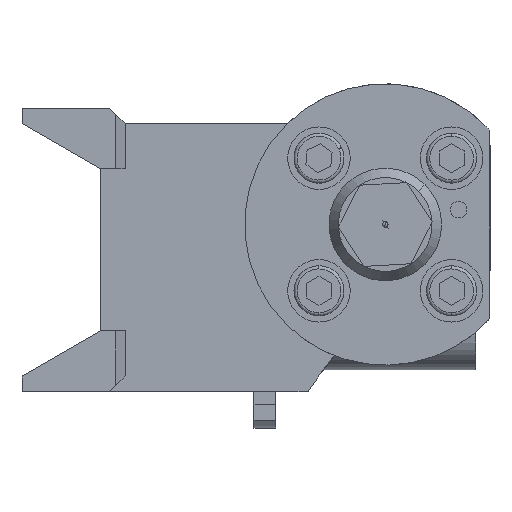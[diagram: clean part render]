
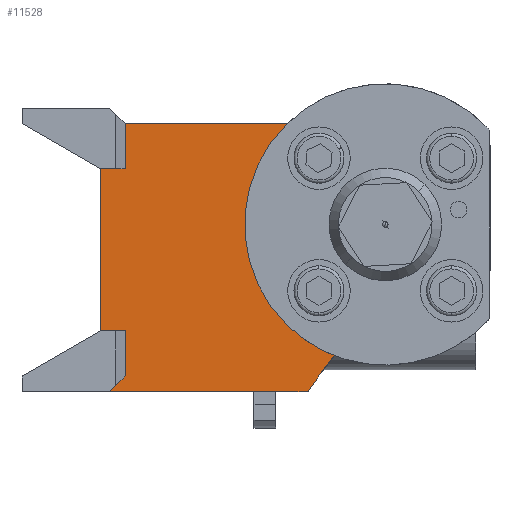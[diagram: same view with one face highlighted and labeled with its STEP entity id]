
A CAD part, left-side view. The second image highlights one B-rep face of the part: STEP entity #11528.
In plain terms, the highlighted face is planar.
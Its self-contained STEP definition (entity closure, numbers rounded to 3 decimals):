
#85 = EDGE_CURVE ( 'NONE', #3656, #3688, #16443, .T. ) ;
#226 = EDGE_CURVE ( 'NONE', #13267, #7541, #9183, .T. ) ;
#428 = DIRECTION ( 'NONE',  ( -1., 0., 0. ) ) ;
#470 = DIRECTION ( 'NONE',  ( 0.802, 0.598, 0. ) ) ;
#702 = VERTEX_POINT ( 'NONE', #4580 ) ;
#737 = DIRECTION ( 'NONE',  ( 0.707, 0.707, 0. ) ) ;
#744 = DIRECTION ( 'NONE',  ( -1., 0., 0. ) ) ;
#786 = DIRECTION ( 'NONE',  ( 1., 0., 0. ) ) ;
#826 = AXIS2_PLACEMENT_3D ( 'NONE', #7985, #13330, #9481 ) ;
#982 = EDGE_CURVE ( 'NONE', #12189, #11828, #8565, .T. ) ;
#994 = LINE ( 'NONE', #1250, #13279 ) ;
#1250 = CARTESIAN_POINT ( 'NONE',  ( 34.019, 103.212, 0. ) ) ;
#1279 = EDGE_LOOP ( 'NONE', ( #3630, #4204 ) ) ;
#1409 = DIRECTION ( 'NONE',  ( 0., 1., 0. ) ) ;
#1562 = PLANE ( 'NONE',  #826 ) ;
#1743 = CARTESIAN_POINT ( 'NONE',  ( 23.35, 20., 0. ) ) ;
#1785 = FACE_OUTER_BOUND ( 'NONE', #15274, .T. ) ;
#1889 = DIRECTION ( 'NONE',  ( -1., 0., 0. ) ) ;
#1937 = CARTESIAN_POINT ( 'NONE',  ( 53.453, 111.212, 0. ) ) ;
#2053 = CARTESIAN_POINT ( 'NONE',  ( 48.453, 103.212, 0. ) ) ;
#2096 = CARTESIAN_POINT ( 'NONE',  ( 0., 20., 0. ) ) ;
#2175 = EDGE_CURVE ( 'NONE', #12650, #2949, #7500, .T. ) ;
#2491 = VERTEX_POINT ( 'NONE', #13773 ) ;
#2554 = EDGE_CURVE ( 'NONE', #12650, #4795, #12958, .T. ) ;
#2696 = ORIENTED_EDGE ( 'NONE', *, *, #12440, .F. ) ;
#2793 = CARTESIAN_POINT ( 'NONE',  ( 53.453, 44.713, 0. ) ) ;
#2805 = CIRCLE ( 'NONE', #7049, 2.65 ) ;
#2840 = CARTESIAN_POINT ( 'NONE',  ( -32.247, 111.212, 0. ) ) ;
#2949 = VERTEX_POINT ( 'NONE', #13360 ) ;
#2957 = ORIENTED_EDGE ( 'NONE', *, *, #15973, .T. ) ;
#2983 = CARTESIAN_POINT ( 'NONE',  ( 53.453, 108.212, 0. ) ) ;
#3224 = CARTESIAN_POINT ( 'NONE',  ( -32.247, 41.212, 0. ) ) ;
#3288 = LINE ( 'NONE', #12030, #7691 ) ;
#3605 = DIRECTION ( 'NONE',  ( 0., 0., 1. ) ) ;
#3630 = ORIENTED_EDGE ( 'NONE', *, *, #7413, .T. ) ;
#3656 = VERTEX_POINT ( 'NONE', #2983 ) ;
#3688 = VERTEX_POINT ( 'NONE', #13739 ) ;
#3748 = LINE ( 'NONE', #2793, #15644 ) ;
#3760 = DIRECTION ( 'NONE',  ( -0.127, 0.992, 0. ) ) ;
#3779 = ORIENTED_EDGE ( 'NONE', *, *, #6942, .F. ) ;
#4204 = ORIENTED_EDGE ( 'NONE', *, *, #5882, .T. ) ;
#4347 = LINE ( 'NONE', #11086, #13252 ) ;
#4395 = CIRCLE ( 'NONE', #11285, 23.35 ) ;
#4510 = ORIENTED_EDGE ( 'NONE', *, *, #2554, .T. ) ;
#4580 = CARTESIAN_POINT ( 'NONE',  ( -17.9, -3.5, 0. ) ) ;
#4588 = FACE_BOUND ( 'NONE', #1279, .T. ) ;
#4595 = EDGE_CURVE ( 'NONE', #10767, #13488, #9510, .T. ) ;
#4795 = VERTEX_POINT ( 'NONE', #5537 ) ;
#5404 = CARTESIAN_POINT ( 'NONE',  ( -17.813, 111.212, 0. ) ) ;
#5482 = ORIENTED_EDGE ( 'NONE', *, *, #85, .T. ) ;
#5537 = CARTESIAN_POINT ( 'NONE',  ( 14.75, -13.5, 0. ) ) ;
#5571 = ORIENTED_EDGE ( 'NONE', *, *, #13568, .T. ) ;
#5629 = CARTESIAN_POINT ( 'NONE',  ( -17.813, 103.212, 0. ) ) ;
#5652 = CARTESIAN_POINT ( 'NONE',  ( -32.247, 103.212, 0. ) ) ;
#5723 = EDGE_CURVE ( 'NONE', #8634, #2491, #9888, .T. ) ;
#5793 = VECTOR ( 'NONE', #7955, 1000. ) ;
#5843 = CARTESIAN_POINT ( 'NONE',  ( -12.6, -3.5, 0. ) ) ;
#5882 = EDGE_CURVE ( 'NONE', #702, #9860, #11294, .T. ) ;
#5888 = LINE ( 'NONE', #16021, #13348 ) ;
#5902 = DIRECTION ( 'NONE',  ( 0., 0., 1. ) ) ;
#5932 = ORIENTED_EDGE ( 'NONE', *, *, #15398, .T. ) ;
#5990 = CARTESIAN_POINT ( 'NONE',  ( 34.226, 30.606, 0. ) ) ;
#6098 = VECTOR ( 'NONE', #7747, 1000. ) ;
#6175 = LINE ( 'NONE', #5404, #5793 ) ;
#6540 = CARTESIAN_POINT ( 'NONE',  ( -17.813, 111.212, 0. ) ) ;
#6641 = ORIENTED_EDGE ( 'NONE', *, *, #11069, .T. ) ;
#6660 = ORIENTED_EDGE ( 'NONE', *, *, #2175, .F. ) ;
#6847 = CARTESIAN_POINT ( 'NONE',  ( -27.38, 27.38, 0. ) ) ;
#6869 = CARTESIAN_POINT ( 'NONE',  ( 48.453, 41.212, 0. ) ) ;
#6942 = EDGE_CURVE ( 'NONE', #2491, #10767, #994, .T. ) ;
#6964 = ORIENTED_EDGE ( 'NONE', *, *, #5723, .F. ) ;
#7049 = AXIS2_PLACEMENT_3D ( 'NONE', #10279, #10118, #12779 ) ;
#7300 = VECTOR ( 'NONE', #470, 1000. ) ;
#7413 = EDGE_CURVE ( 'NONE', #9860, #702, #2805, .T. ) ;
#7500 = LINE ( 'NONE', #6869, #7300 ) ;
#7535 = DIRECTION ( 'NONE',  ( 1., 0., 0. ) ) ;
#7541 = VERTEX_POINT ( 'NONE', #3224 ) ;
#7691 = VECTOR ( 'NONE', #428, 1000. ) ;
#7747 = DIRECTION ( 'NONE',  ( -1., 0., 0. ) ) ;
#7955 = DIRECTION ( 'NONE',  ( 0., -1., 0. ) ) ;
#7985 = CARTESIAN_POINT ( 'NONE',  ( 0., 20., 0. ) ) ;
#8138 = ORIENTED_EDGE ( 'NONE', *, *, #982, .T. ) ;
#8156 = CARTESIAN_POINT ( 'NONE',  ( 48.453, 103.212, 0. ) ) ;
#8565 = CIRCLE ( 'NONE', #10582, 23.35 ) ;
#8634 = VERTEX_POINT ( 'NONE', #8156 ) ;
#8665 = EDGE_CURVE ( 'NONE', #15289, #10040, #5888, .T. ) ;
#8735 = DIRECTION ( 'NONE',  ( -0.404, -0.915, 0. ) ) ;
#8780 = VECTOR ( 'NONE', #16125, 1000. ) ;
#8879 = CARTESIAN_POINT ( 'NONE',  ( -15.25, -3.5, 0. ) ) ;
#9183 = LINE ( 'NONE', #10182, #15238 ) ;
#9481 = DIRECTION ( 'NONE',  ( 1., 0., 0. ) ) ;
#9510 = LINE ( 'NONE', #2840, #6098 ) ;
#9549 = LINE ( 'NONE', #6847, #11362 ) ;
#9831 = EDGE_LOOP ( 'NONE', ( #6641, #8138 ) ) ;
#9860 = VERTEX_POINT ( 'NONE', #5843 ) ;
#9888 = LINE ( 'NONE', #2053, #12107 ) ;
#10040 = VERTEX_POINT ( 'NONE', #5652 ) ;
#10118 = DIRECTION ( 'NONE',  ( 0., 0., 1. ) ) ;
#10182 = CARTESIAN_POINT ( 'NONE',  ( -25.25, -13.5, 0. ) ) ;
#10279 = CARTESIAN_POINT ( 'NONE',  ( -15.25, -3.5, 0. ) ) ;
#10582 = AXIS2_PLACEMENT_3D ( 'NONE', #11383, #11597, #7535 ) ;
#10767 = VERTEX_POINT ( 'NONE', #15430 ) ;
#11069 = EDGE_CURVE ( 'NONE', #11828, #12189, #4395, .T. ) ;
#11086 = CARTESIAN_POINT ( 'NONE',  ( -32.247, 41.212, 0. ) ) ;
#11285 = AXIS2_PLACEMENT_3D ( 'NONE', #2096, #5902, #786 ) ;
#11294 = CIRCLE ( 'NONE', #14488, 2.65 ) ;
#11362 = VECTOR ( 'NONE', #737, 1000. ) ;
#11383 = CARTESIAN_POINT ( 'NONE',  ( 0., 20., 0. ) ) ;
#11528 = ADVANCED_FACE ( 'NONE', ( #11641, #4588, #1785 ), #1562, .F. ) ;
#11555 = VECTOR ( 'NONE', #8735, 1000. ) ;
#11597 = DIRECTION ( 'NONE',  ( 0., 0., 1. ) ) ;
#11641 = FACE_BOUND ( 'NONE', #9831, .T. ) ;
#11828 = VERTEX_POINT ( 'NONE', #16144 ) ;
#12030 = CARTESIAN_POINT ( 'NONE',  ( 14.75, -13.5, 0. ) ) ;
#12107 = VECTOR ( 'NONE', #744, 1000. ) ;
#12189 = VERTEX_POINT ( 'NONE', #1743 ) ;
#12440 = EDGE_CURVE ( 'NONE', #10040, #7541, #4347, .T. ) ;
#12445 = CARTESIAN_POINT ( 'NONE',  ( -25.25, -13.5, 0. ) ) ;
#12650 = VERTEX_POINT ( 'NONE', #14120 ) ;
#12779 = DIRECTION ( 'NONE',  ( 1., 0., 0. ) ) ;
#12958 = LINE ( 'NONE', #5990, #11555 ) ;
#12977 = ORIENTED_EDGE ( 'NONE', *, *, #8665, .F. ) ;
#13252 = VECTOR ( 'NONE', #13696, 1000. ) ;
#13267 = VERTEX_POINT ( 'NONE', #12445 ) ;
#13279 = VECTOR ( 'NONE', #1409, 1000. ) ;
#13330 = DIRECTION ( 'NONE',  ( 0., 0., 1. ) ) ;
#13348 = VECTOR ( 'NONE', #1889, 1000. ) ;
#13360 = CARTESIAN_POINT ( 'NONE',  ( 48.453, 41.212, 0. ) ) ;
#13411 = ORIENTED_EDGE ( 'NONE', *, *, #16651, .F. ) ;
#13488 = VERTEX_POINT ( 'NONE', #6540 ) ;
#13568 = EDGE_CURVE ( 'NONE', #3688, #2949, #3748, .T. ) ;
#13696 = DIRECTION ( 'NONE',  ( 0., -1., 0. ) ) ;
#13739 = CARTESIAN_POINT ( 'NONE',  ( 53.453, 44.713, 0. ) ) ;
#13773 = CARTESIAN_POINT ( 'NONE',  ( 34.019, 103.212, 0. ) ) ;
#14054 = ORIENTED_EDGE ( 'NONE', *, *, #4595, .F. ) ;
#14120 = CARTESIAN_POINT ( 'NONE',  ( 34.226, 30.606, 0. ) ) ;
#14162 = DIRECTION ( 'NONE',  ( -0.819, -0.574, 0. ) ) ;
#14488 = AXIS2_PLACEMENT_3D ( 'NONE', #8879, #3605, #16488 ) ;
#15238 = VECTOR ( 'NONE', #3760, 1000. ) ;
#15274 = EDGE_LOOP ( 'NONE', ( #6660, #4510, #2957, #15908, #2696, #12977, #13411, #14054, #3779, #6964, #5932, #5482, #5571 ) ) ;
#15289 = VERTEX_POINT ( 'NONE', #5629 ) ;
#15398 = EDGE_CURVE ( 'NONE', #8634, #3656, #9549, .T. ) ;
#15430 = CARTESIAN_POINT ( 'NONE',  ( 34.019, 111.212, 0. ) ) ;
#15644 = VECTOR ( 'NONE', #14162, 1000. ) ;
#15908 = ORIENTED_EDGE ( 'NONE', *, *, #226, .T. ) ;
#15973 = EDGE_CURVE ( 'NONE', #4795, #13267, #3288, .T. ) ;
#16021 = CARTESIAN_POINT ( 'NONE',  ( -17.813, 103.212, 0. ) ) ;
#16125 = DIRECTION ( 'NONE',  ( 0., -1., 0. ) ) ;
#16144 = CARTESIAN_POINT ( 'NONE',  ( -23.35, 20., 0. ) ) ;
#16443 = LINE ( 'NONE', #1937, #8780 ) ;
#16488 = DIRECTION ( 'NONE',  ( 1., 0., 0. ) ) ;
#16651 = EDGE_CURVE ( 'NONE', #13488, #15289, #6175, .T. ) ;
